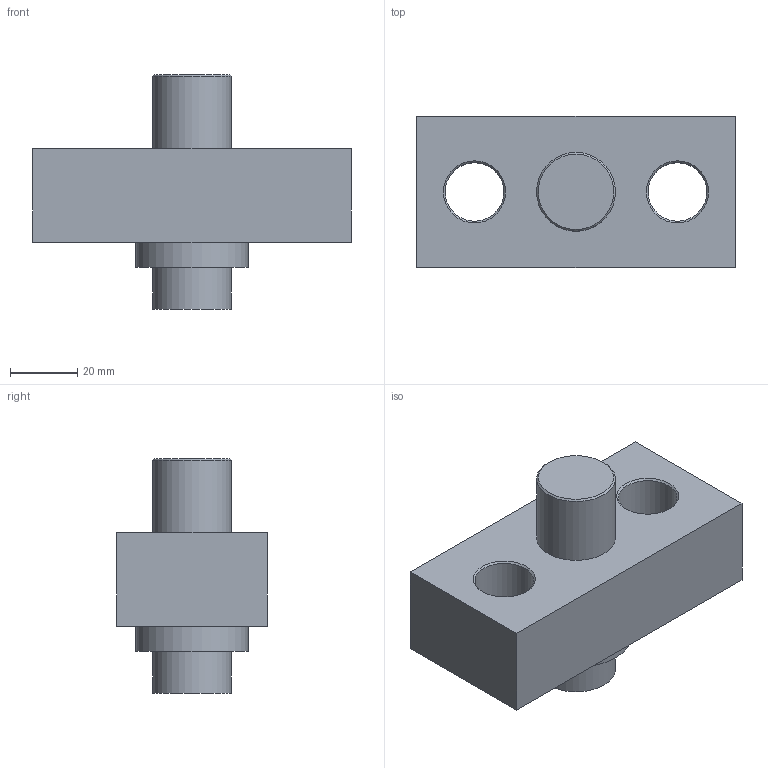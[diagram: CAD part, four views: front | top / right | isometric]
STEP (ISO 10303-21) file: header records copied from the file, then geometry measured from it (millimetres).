
FILE_DESCRIPTION(/* description */ (''),/* implementation_level */ '2;1');
FILE_NAME(/* name */ 'A0012924.stp',/* time_stamp */ '2018-02-05T13:38:03+01:00',/* author */ ('acgl'),/* organization */ (''),/* preprocessor_version */ 'ST-DEVELOPER v15.6',/* originating_system */ 'Autodesk Inventor 2015',/* authorisation */ '');
FILE_SCHEMA (('AUTOMOTIVE_DESIGN { 1 0 10303 214 3 1 1 }'));
Length unit declared in the file: millimetre
Products named in the file (1): A0012924
Bounding box: 95 x 45 x 70 mm (x, y, z)
Volume: 127767.8 mm3; surface area: 21758 mm2
Topology: 1 solids, 1 shells, 19 faces, 40 edges, 26 vertices
Faces by surface type: plane 9, cylinder 5, cone 5
Full cylindrical faces by diameter (mm): 17.5 x2, 23.5 x2, 33.5 x1
Entity records: 468 total; most frequent: DIRECTION 82, CARTESIAN_POINT 70, ORIENTED_EDGE 54, EDGE_LOOP 36, AXIS2_PLACEMENT_3D 35, EDGE_CURVE 27, VERTEX_POINT 23, FACE_OUTER_BOUND 19
